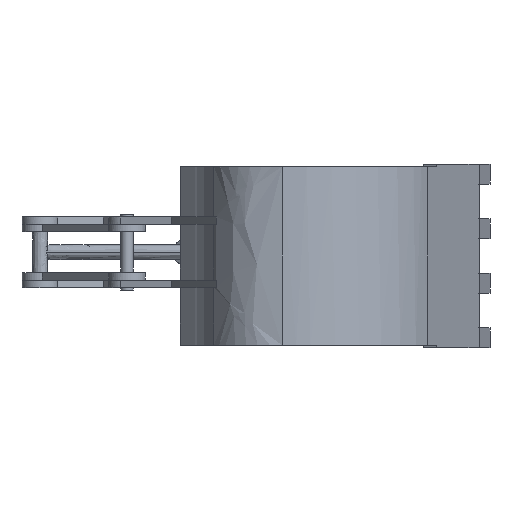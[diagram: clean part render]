
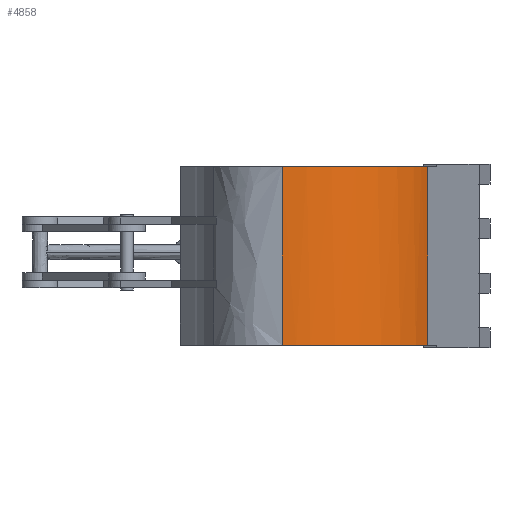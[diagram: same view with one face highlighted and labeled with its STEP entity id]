
A CAD part, front view. The second image highlights one B-rep face of the part: STEP entity #4858.
In plain terms, the highlighted free-form (B-spline) face has degree [1, 2] with [2, 3] control points.
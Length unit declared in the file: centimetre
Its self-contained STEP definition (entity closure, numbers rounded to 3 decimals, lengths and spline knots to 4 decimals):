
#944=FACE_OUTER_BOUND('',#1131,.T.);
#1131=EDGE_LOOP('',(#4191,#4192,#4193,#4194));
#1350=(
BOUNDED_CURVE()
B_SPLINE_CURVE(1,(#8008,#8009),.UNSPECIFIED.,.F.,.F.)
B_SPLINE_CURVE_WITH_KNOTS((2,2),(-1442.7084,-722.7084),
 .UNSPECIFIED.)
CURVE()
GEOMETRIC_REPRESENTATION_ITEM()
RATIONAL_B_SPLINE_CURVE((1.,1.))
REPRESENTATION_ITEM('')
);
#1351=(
BOUNDED_CURVE()
B_SPLINE_CURVE(2,(#8011,#8012,#8013),.UNSPECIFIED.,.F.,.F.)
B_SPLINE_CURVE_WITH_KNOTS((3,3),(-722.7084,-721.5678),
 .UNSPECIFIED.)
CURVE()
GEOMETRIC_REPRESENTATION_ITEM()
RATIONAL_B_SPLINE_CURVE((1.,0.842,1.))
REPRESENTATION_ITEM('')
);
#1352=(
BOUNDED_CURVE()
B_SPLINE_CURVE(1,(#8015,#8016),.UNSPECIFIED.,.F.,.F.)
B_SPLINE_CURVE_WITH_KNOTS((2,2),(-721.5678,-1.5678),
 .UNSPECIFIED.)
CURVE()
GEOMETRIC_REPRESENTATION_ITEM()
RATIONAL_B_SPLINE_CURVE((1.,1.))
REPRESENTATION_ITEM('')
);
#1353=(
BOUNDED_CURVE()
B_SPLINE_CURVE(2,(#8017,#8018,#8019),.UNSPECIFIED.,.F.,.F.)
B_SPLINE_CURVE_WITH_KNOTS((3,3),(-1.5678,-0.4272),
 .UNSPECIFIED.)
CURVE()
GEOMETRIC_REPRESENTATION_ITEM()
RATIONAL_B_SPLINE_CURVE((1.,0.842,1.))
REPRESENTATION_ITEM('')
);
#2115=VERTEX_POINT('',#8006);
#2116=VERTEX_POINT('',#8007);
#2117=VERTEX_POINT('',#8010);
#2118=VERTEX_POINT('',#8014);
#3153=EDGE_CURVE('',#2115,#2116,#1350,.T.);
#3154=EDGE_CURVE('',#2116,#2117,#1351,.T.);
#3155=EDGE_CURVE('',#2117,#2118,#1352,.T.);
#3156=EDGE_CURVE('',#2118,#2115,#1353,.T.);
#4191=ORIENTED_EDGE('',*,*,#3153,.T.);
#4192=ORIENTED_EDGE('',*,*,#3154,.T.);
#4193=ORIENTED_EDGE('',*,*,#3155,.T.);
#4194=ORIENTED_EDGE('',*,*,#3156,.T.);
#4705=(
BOUNDED_SURFACE()
B_SPLINE_SURFACE(1,2,((#8000,#8001,#8002),(#8003,#8004,#8005)),
 .UNSPECIFIED.,.F.,.F.,.F.)
B_SPLINE_SURFACE_WITH_KNOTS((2,2),(3,3),(0.,1.1116),(-1.5678,
-0.4272),.UNSPECIFIED.)
GEOMETRIC_REPRESENTATION_ITEM()
RATIONAL_B_SPLINE_SURFACE(((1.,0.842,1.),(1.,0.842,
1.)))
REPRESENTATION_ITEM('')
SURFACE()
);
#4858=ADVANCED_FACE('',(#944),#4705,.T.);
#8000=CARTESIAN_POINT('Ctrl Pts',(-577.5836,105.1642,-70.5));
#8001=CARTESIAN_POINT('Ctrl Pts',(-536.0411,105.2891,-70.5));
#8002=CARTESIAN_POINT('Ctrl Pts',(-518.8281,143.098,-70.5));
#8003=CARTESIAN_POINT('Ctrl Pts',(-577.5836,105.1642,1.5));
#8004=CARTESIAN_POINT('Ctrl Pts',(-536.0411,105.2891,1.5));
#8005=CARTESIAN_POINT('Ctrl Pts',(-518.8281,143.098,1.5));
#8006=CARTESIAN_POINT('',(-518.8281,143.098,1.5));
#8007=CARTESIAN_POINT('',(-518.8281,143.098,-70.5));
#8008=CARTESIAN_POINT('Ctrl Pts',(-518.8281,143.098,1.5));
#8009=CARTESIAN_POINT('Ctrl Pts',(-518.8281,143.098,-70.5));
#8010=CARTESIAN_POINT('',(-577.5836,105.1642,-70.5));
#8011=CARTESIAN_POINT('Ctrl Pts',(-518.8281,143.098,-70.5));
#8012=CARTESIAN_POINT('Ctrl Pts',(-536.0411,105.2891,-70.5));
#8013=CARTESIAN_POINT('Ctrl Pts',(-577.5836,105.1642,-70.5));
#8014=CARTESIAN_POINT('',(-577.5836,105.1642,1.5));
#8015=CARTESIAN_POINT('Ctrl Pts',(-577.5836,105.1642,-70.5));
#8016=CARTESIAN_POINT('Ctrl Pts',(-577.5836,105.1642,1.5));
#8017=CARTESIAN_POINT('Ctrl Pts',(-577.5836,105.1642,1.5));
#8018=CARTESIAN_POINT('Ctrl Pts',(-536.0411,105.2891,1.5));
#8019=CARTESIAN_POINT('Ctrl Pts',(-518.8281,143.098,1.5));
